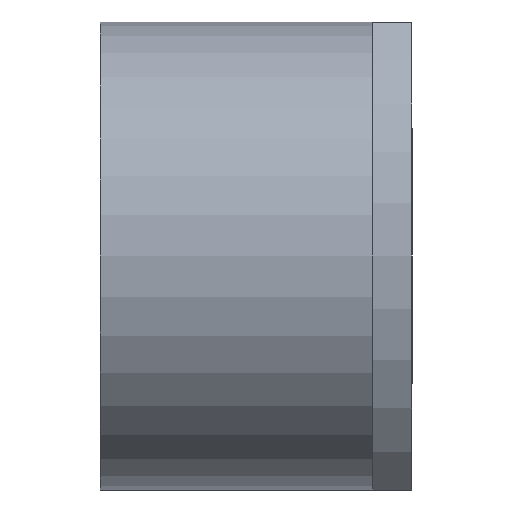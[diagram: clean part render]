
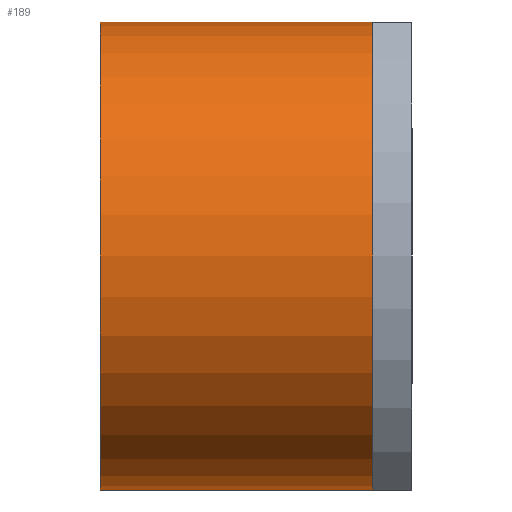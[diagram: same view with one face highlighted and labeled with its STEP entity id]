
A CAD part, left-side view. The second image highlights one B-rep face of the part: STEP entity #189.
In plain terms, the highlighted cylindrical face has radius 3 mm (diameter 6 mm), a full revolution.
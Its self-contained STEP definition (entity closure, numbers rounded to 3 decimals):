
#25=FACE_OUTER_BOUND('',#36,.T.);
#36=EDGE_LOOP('',(#136,#137,#138,#139,#140,#141,#142,#143,#144));
#49=LINE('',#295,#64);
#50=LINE('',#299,#65);
#51=LINE('',#303,#66);
#64=VECTOR('',#236,3.);
#65=VECTOR('',#239,10.);
#66=VECTOR('',#242,10.);
#80=CIRCLE('',#205,3.);
#81=CIRCLE('',#206,3.);
#82=CIRCLE('',#207,3.);
#83=CIRCLE('',#208,3.);
#84=CIRCLE('',#209,3.);
#91=VERTEX_POINT('',#292);
#92=VERTEX_POINT('',#294);
#93=VERTEX_POINT('',#296);
#94=VERTEX_POINT('',#298);
#95=VERTEX_POINT('',#300);
#96=VERTEX_POINT('',#302);
#97=VERTEX_POINT('',#304);
#109=EDGE_CURVE('',#91,#91,#80,.T.);
#110=EDGE_CURVE('',#91,#92,#49,.T.);
#111=EDGE_CURVE('',#93,#92,#81,.T.);
#112=EDGE_CURVE('',#94,#93,#50,.T.);
#113=EDGE_CURVE('',#94,#95,#82,.T.);
#114=EDGE_CURVE('',#95,#96,#51,.T.);
#115=EDGE_CURVE('',#97,#96,#83,.T.);
#116=EDGE_CURVE('',#92,#97,#84,.T.);
#136=ORIENTED_EDGE('',*,*,#109,.F.);
#137=ORIENTED_EDGE('',*,*,#110,.T.);
#138=ORIENTED_EDGE('',*,*,#111,.F.);
#139=ORIENTED_EDGE('',*,*,#112,.F.);
#140=ORIENTED_EDGE('',*,*,#113,.T.);
#141=ORIENTED_EDGE('',*,*,#114,.T.);
#142=ORIENTED_EDGE('',*,*,#115,.F.);
#143=ORIENTED_EDGE('',*,*,#116,.F.);
#144=ORIENTED_EDGE('',*,*,#110,.F.);
#185=CYLINDRICAL_SURFACE('',#204,3.);
#189=ADVANCED_FACE('',(#25),#185,.T.);
#204=AXIS2_PLACEMENT_3D('',#291,#232,#233);
#205=AXIS2_PLACEMENT_3D('',#293,#234,#235);
#206=AXIS2_PLACEMENT_3D('',#297,#237,#238);
#207=AXIS2_PLACEMENT_3D('',#301,#240,#241);
#208=AXIS2_PLACEMENT_3D('',#305,#243,#244);
#209=AXIS2_PLACEMENT_3D('',#306,#245,#246);
#232=DIRECTION('center_axis',(0.,1.,0.));
#233=DIRECTION('ref_axis',(1.,0.,0.));
#234=DIRECTION('center_axis',(0.,1.,0.));
#235=DIRECTION('ref_axis',(1.,0.,0.));
#236=DIRECTION('',(0.,-1.,0.));
#237=DIRECTION('center_axis',(0.,-1.,0.));
#238=DIRECTION('ref_axis',(1.,0.,0.));
#239=DIRECTION('',(0.,1.,0.));
#240=DIRECTION('center_axis',(0.,1.,0.));
#241=DIRECTION('ref_axis',(1.,0.,0.));
#242=DIRECTION('',(0.,1.,0.));
#243=DIRECTION('center_axis',(0.,-1.,0.));
#244=DIRECTION('ref_axis',(1.,0.,0.));
#245=DIRECTION('center_axis',(0.,-1.,0.));
#246=DIRECTION('ref_axis',(1.,0.,0.));
#291=CARTESIAN_POINT('Origin',(4.5,0.,6.));
#292=CARTESIAN_POINT('',(1.5,4.,6.));
#293=CARTESIAN_POINT('Origin',(4.5,4.,6.));
#294=CARTESIAN_POINT('',(1.5,0.5,6.));
#295=CARTESIAN_POINT('',(1.5,0.,6.));
#296=CARTESIAN_POINT('',(4.5,0.5,9.));
#297=CARTESIAN_POINT('Origin',(4.5,0.5,6.));
#298=CARTESIAN_POINT('',(4.5,0.,9.));
#299=CARTESIAN_POINT('',(4.5,0.,9.));
#300=CARTESIAN_POINT('',(4.5,0.,9.));
#301=CARTESIAN_POINT('Origin',(4.5,0.,6.));
#302=CARTESIAN_POINT('',(4.5,0.5,9.));
#303=CARTESIAN_POINT('',(4.5,0.,9.));
#304=CARTESIAN_POINT('',(4.5,0.5,3.));
#305=CARTESIAN_POINT('Origin',(4.5,0.5,6.));
#306=CARTESIAN_POINT('Origin',(4.5,0.5,6.));
